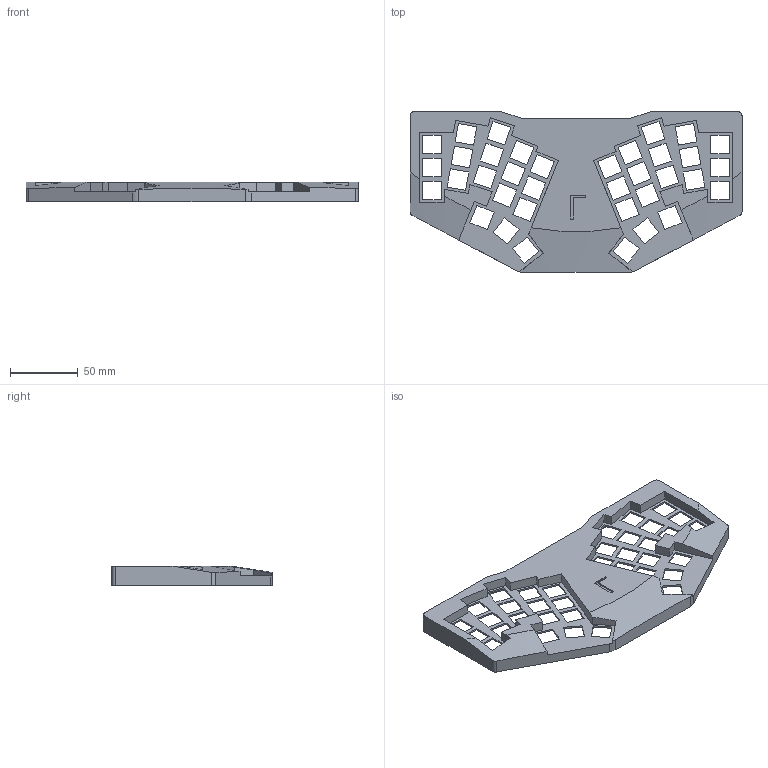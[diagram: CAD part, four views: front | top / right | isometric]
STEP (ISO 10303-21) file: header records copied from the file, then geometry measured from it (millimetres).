
FILE_DESCRIPTION(/* description */ (''),/* implementation_level */ '2;1');
FILE_NAME(/* name */ 'gamma_top.step',/* time_stamp */ '2025-04-06T23:47:33+09:00',/* author */ (''),/* organization */ (''),/* preprocessor_version */ 'ST-DEVELOPER v20.1',/* originating_system */ 'Autodesk Translation Framework v14.4.0.0',/* authorisation */ '');
FILE_SCHEMA (('AUTOMOTIVE_DESIGN { 1 0 10303 214 3 1 1 }'));
Length unit declared in the file: millimetre
Products named in the file (1): TOp
Bounding box: 245.79 x 118.87 x 14.5 mm (x, y, z)
Volume: 77070.3 mm3; surface area: 68939.9 mm2
Topology: 1 solids, 1 shells, 624 faces, 1713 edges, 1138 vertices
Faces by surface type: plane 571, cylinder 28, bspline 21, cone 4
Full cylindrical faces by diameter (mm): 3 x8
Entity records: 20131 total; most frequent: CARTESIAN_POINT 4226, ORIENTED_EDGE 3426, DIRECTION 2905, EDGE_CURVE 1713, LINE 1557, VECTOR 1557, VERTEX_POINT 1138, EDGE_LOOP 745
